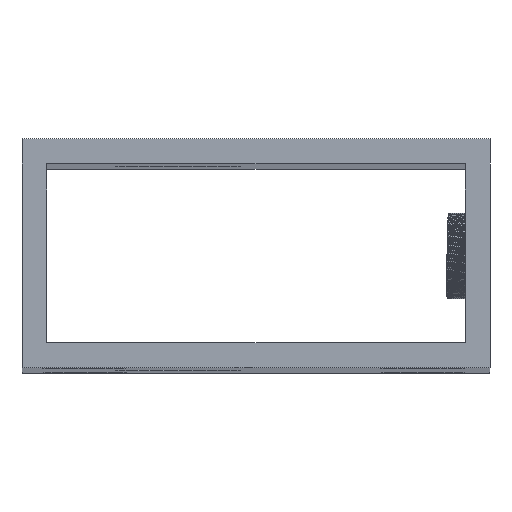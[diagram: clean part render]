
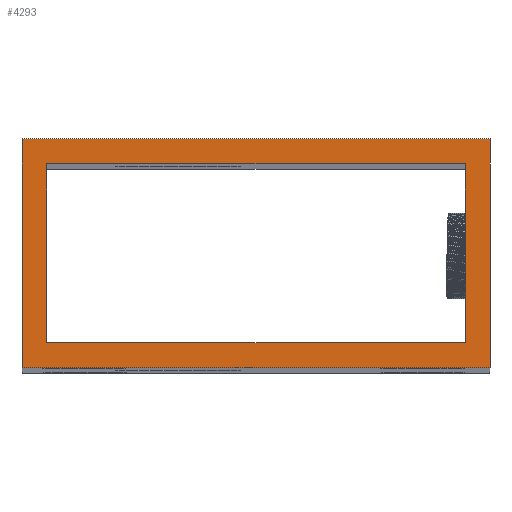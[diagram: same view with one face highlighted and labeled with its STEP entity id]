
A CAD part, top view. The second image highlights one B-rep face of the part: STEP entity #4293.
In plain terms, the highlighted planar face has unit normal (0, 0, 1).
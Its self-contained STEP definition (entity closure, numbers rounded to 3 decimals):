
#9 = DIRECTION ( 'NONE',  ( 0., -1., 0. ) ) ;
#114 = CARTESIAN_POINT ( 'NONE',  ( -184.47, 27.5, 191.361 ) ) ;
#766 = CARTESIAN_POINT ( 'NONE',  ( -184.47, 27.5, 191.361 ) ) ;
#921 = EDGE_CURVE ( 'NONE', #8127, #2167, #7965, .T. ) ;
#998 = CARTESIAN_POINT ( 'NONE',  ( -184.47, 27.5, 191.361 ) ) ;
#1018 = CARTESIAN_POINT ( 'NONE',  ( -184.47, 0., 191.361 ) ) ;
#1339 = DIRECTION ( 'NONE',  ( 0., 0., -1. ) ) ;
#1381 = PLANE ( 'NONE',  #2241 ) ;
#1574 = EDGE_CURVE ( 'NONE', #7706, #6370, #6140, .T. ) ;
#1651 = CARTESIAN_POINT ( 'NONE',  ( -131.22, 3., 191.361 ) ) ;
#1752 = VECTOR ( 'NONE', #5501, 1000. ) ;
#1811 = VERTEX_POINT ( 'NONE', #9124 ) ;
#1945 = ORIENTED_EDGE ( 'NONE', *, *, #921, .F. ) ;
#2167 = VERTEX_POINT ( 'NONE', #5410 ) ;
#2241 = AXIS2_PLACEMENT_3D ( 'NONE', #114, #1339, #7161 ) ;
#2310 = CARTESIAN_POINT ( 'NONE',  ( -128.22, 27.5, 191.361 ) ) ;
#2332 = ORIENTED_EDGE ( 'NONE', *, *, #9171, .F. ) ;
#2518 = ORIENTED_EDGE ( 'NONE', *, *, #8401, .T. ) ;
#2552 = ORIENTED_EDGE ( 'NONE', *, *, #6853, .F. ) ;
#2898 = DIRECTION ( 'NONE',  ( 1., 0., 0. ) ) ;
#2989 = VERTEX_POINT ( 'NONE', #4984 ) ;
#3039 = CARTESIAN_POINT ( 'NONE',  ( -131.22, 24.5, 191.361 ) ) ;
#3198 = VECTOR ( 'NONE', #5172, 1000. ) ;
#3675 = LINE ( 'NONE', #1651, #4415 ) ;
#3731 = CARTESIAN_POINT ( 'NONE',  ( -181.47, 3., 191.361 ) ) ;
#3846 = DIRECTION ( 'NONE',  ( 0., 1., 0. ) ) ;
#4293 = ADVANCED_FACE ( 'NONE', ( #6552, #5844 ), #1381, .F. ) ;
#4350 = VERTEX_POINT ( 'NONE', #998 ) ;
#4415 = VECTOR ( 'NONE', #3846, 1000. ) ;
#4602 = LINE ( 'NONE', #4798, #1752 ) ;
#4752 = VECTOR ( 'NONE', #9, 1000. ) ;
#4798 = CARTESIAN_POINT ( 'NONE',  ( -181.47, 24.5, 191.361 ) ) ;
#4984 = CARTESIAN_POINT ( 'NONE',  ( -128.22, 27.5, 191.361 ) ) ;
#5131 = EDGE_CURVE ( 'NONE', #2989, #6370, #8713, .T. ) ;
#5168 = EDGE_LOOP ( 'NONE', ( #2552, #8687, #8057, #1945 ) ) ;
#5172 = DIRECTION ( 'NONE',  ( 0., -1., 0. ) ) ;
#5278 = LINE ( 'NONE', #3731, #7709 ) ;
#5410 = CARTESIAN_POINT ( 'NONE',  ( -181.47, 24.5, 191.361 ) ) ;
#5501 = DIRECTION ( 'NONE',  ( 0., -1., 0. ) ) ;
#5567 = ORIENTED_EDGE ( 'NONE', *, *, #5131, .F. ) ;
#5655 = CARTESIAN_POINT ( 'NONE',  ( -184.47, 0., 191.361 ) ) ;
#5842 = EDGE_CURVE ( 'NONE', #8368, #1811, #5278, .T. ) ;
#5844 = FACE_BOUND ( 'NONE', #5168, .T. ) ;
#5918 = DIRECTION ( 'NONE',  ( -1., 0., 0. ) ) ;
#6029 = VECTOR ( 'NONE', #5918, 1000. ) ;
#6140 = LINE ( 'NONE', #1018, #7125 ) ;
#6196 = VECTOR ( 'NONE', #2898, 1000. ) ;
#6356 = CARTESIAN_POINT ( 'NONE',  ( -181.47, 3., 191.361 ) ) ;
#6370 = VERTEX_POINT ( 'NONE', #6691 ) ;
#6446 = LINE ( 'NONE', #766, #4752 ) ;
#6552 = FACE_OUTER_BOUND ( 'NONE', #7562, .T. ) ;
#6610 = LINE ( 'NONE', #8083, #6196 ) ;
#6691 = CARTESIAN_POINT ( 'NONE',  ( -128.22, 0., 191.361 ) ) ;
#6853 = EDGE_CURVE ( 'NONE', #1811, #8127, #3675, .T. ) ;
#7078 = EDGE_CURVE ( 'NONE', #2167, #8368, #4602, .T. ) ;
#7125 = VECTOR ( 'NONE', #8176, 1000. ) ;
#7161 = DIRECTION ( 'NONE',  ( -1., 0., 0. ) ) ;
#7562 = EDGE_LOOP ( 'NONE', ( #9230, #5567, #2332, #2518 ) ) ;
#7706 = VERTEX_POINT ( 'NONE', #5655 ) ;
#7709 = VECTOR ( 'NONE', #7997, 1000. ) ;
#7965 = LINE ( 'NONE', #3039, #6029 ) ;
#7997 = DIRECTION ( 'NONE',  ( 1., 0., 0. ) ) ;
#8057 = ORIENTED_EDGE ( 'NONE', *, *, #7078, .F. ) ;
#8083 = CARTESIAN_POINT ( 'NONE',  ( -184.47, 27.5, 191.361 ) ) ;
#8127 = VERTEX_POINT ( 'NONE', #8348 ) ;
#8176 = DIRECTION ( 'NONE',  ( 1., 0., 0. ) ) ;
#8348 = CARTESIAN_POINT ( 'NONE',  ( -131.22, 24.5, 191.361 ) ) ;
#8368 = VERTEX_POINT ( 'NONE', #6356 ) ;
#8401 = EDGE_CURVE ( 'NONE', #4350, #7706, #6446, .T. ) ;
#8687 = ORIENTED_EDGE ( 'NONE', *, *, #5842, .F. ) ;
#8713 = LINE ( 'NONE', #2310, #3198 ) ;
#9124 = CARTESIAN_POINT ( 'NONE',  ( -131.22, 3., 191.361 ) ) ;
#9171 = EDGE_CURVE ( 'NONE', #4350, #2989, #6610, .T. ) ;
#9230 = ORIENTED_EDGE ( 'NONE', *, *, #1574, .T. ) ;
